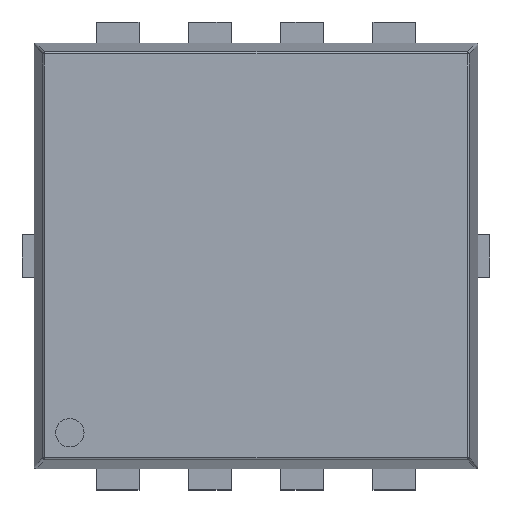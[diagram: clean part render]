
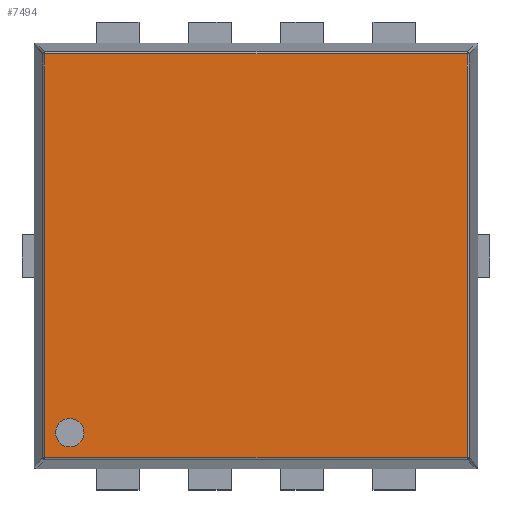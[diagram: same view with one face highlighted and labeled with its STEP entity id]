
A CAD part, top view. The second image highlights one B-rep face of the part: STEP entity #7494.
In plain terms, the highlighted planar face has unit normal (0, 0, 1).
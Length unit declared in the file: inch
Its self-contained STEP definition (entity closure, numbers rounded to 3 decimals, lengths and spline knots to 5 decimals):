
#237 = CARTESIAN_POINT ( 'NONE',  ( -0.0586, -0.05604, 0.0315 ) ) ;
#1428 = EDGE_CURVE ( 'NONE', #5229, #7037, #4314, .T. ) ;
#2010 = CARTESIAN_POINT ( 'NONE',  ( -0.0586, 0.05604, 0.0315 ) ) ;
#2194 = LINE ( 'NONE', #2227, #3531 ) ;
#2227 = CARTESIAN_POINT ( 'NONE',  ( 0., -0.05604, 0.0315 ) ) ;
#2393 = ORIENTED_EDGE ( 'NONE', *, *, #7454, .T. ) ;
#3070 = LINE ( 'NONE', #6846, #6338 ) ;
#3270 = EDGE_CURVE ( 'NONE', #7037, #7118, #3070, .T. ) ;
#3383 = VERTEX_POINT ( 'NONE', #237 ) ;
#3531 = VECTOR ( 'NONE', #4163, 39.37008 ) ;
#3592 = ORIENTED_EDGE ( 'NONE', *, *, #1428, .T. ) ;
#3647 = ORIENTED_EDGE ( 'NONE', *, *, #3270, .T. ) ;
#3711 = DIRECTION ( 'NONE',  ( 1., 0., 0. ) ) ;
#3756 = CARTESIAN_POINT ( 'NONE',  ( 0., 0., 0.0315 ) ) ;
#4144 = VECTOR ( 'NONE', #4928, 39.37008 ) ;
#4163 = DIRECTION ( 'NONE',  ( 1., 0., 0. ) ) ;
#4314 = LINE ( 'NONE', #5069, #4144 ) ;
#4371 = PLANE ( 'NONE',  #5799 ) ;
#4516 = ORIENTED_EDGE ( 'NONE', *, *, #5507, .T. ) ;
#4633 = LINE ( 'NONE', #5239, #7594 ) ;
#4812 = DIRECTION ( 'NONE',  ( -1., 0., 0. ) ) ;
#4928 = DIRECTION ( 'NONE',  ( 0., 1., 0. ) ) ;
#4935 = CARTESIAN_POINT ( 'NONE',  ( 0.0586, -0.05604, 0.0315 ) ) ;
#5069 = CARTESIAN_POINT ( 'NONE',  ( 0.0586, 0., 0.0315 ) ) ;
#5187 = EDGE_LOOP ( 'NONE', ( #2393, #3592, #3647, #4516 ) ) ;
#5229 = VERTEX_POINT ( 'NONE', #4935 ) ;
#5239 = CARTESIAN_POINT ( 'NONE',  ( -0.0586, 0., 0.0315 ) ) ;
#5507 = EDGE_CURVE ( 'NONE', #7118, #3383, #4633, .T. ) ;
#5799 = AXIS2_PLACEMENT_3D ( 'NONE', #3756, #6895, #3711 ) ;
#6119 = CARTESIAN_POINT ( 'NONE',  ( 0.0586, 0.05604, 0.0315 ) ) ;
#6338 = VECTOR ( 'NONE', #4812, 39.37008 ) ;
#6526 = DIRECTION ( 'NONE',  ( 0., -1., 0. ) ) ;
#6846 = CARTESIAN_POINT ( 'NONE',  ( 0., 0.05604, 0.0315 ) ) ;
#6895 = DIRECTION ( 'NONE',  ( 0., 0., 1. ) ) ;
#7037 = VERTEX_POINT ( 'NONE', #6119 ) ;
#7118 = VERTEX_POINT ( 'NONE', #2010 ) ;
#7454 = EDGE_CURVE ( 'NONE', #3383, #5229, #2194, .T. ) ;
#7494 = ADVANCED_FACE ( 'NONE', ( #8305 ), #4371, .T. ) ;
#7594 = VECTOR ( 'NONE', #6526, 39.37008 ) ;
#8305 = FACE_OUTER_BOUND ( 'NONE', #5187, .T. ) ;
